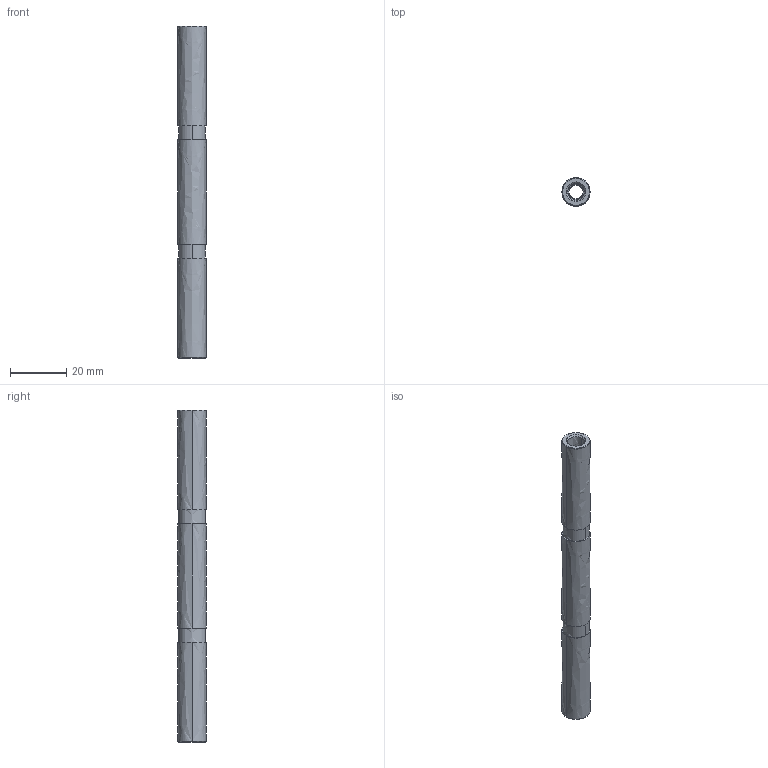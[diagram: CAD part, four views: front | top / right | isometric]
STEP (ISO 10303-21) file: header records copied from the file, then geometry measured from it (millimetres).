
FILE_DESCRIPTION((''),'2;1');
FILE_NAME('100026-A_AXE-BALANCIER','2022-09-21T',('Administrateur'),(''),'PRO/ENGINEER BY PARAMETRIC TECHNOLOGY CORPORATION, 2004090','PRO/ENGINEER BY PARAMETRIC TECHNOLOGY CORPORATION, 2004090','');
FILE_SCHEMA(('CONFIG_CONTROL_DESIGN','SHAPE_APPEARANCE_LAYERS_GROUPS'));
Length unit declared in the file: millimetre
Products named in the file (1): 100026-A_AXE-BALANCIER
Bounding box: 10 x 10 x 118 mm (x, y, z)
Volume: 6467.1 mm3; surface area: 6813.4 mm2
Topology: 1 solids, 3 shells, 40 faces, 86 edges, 54 vertices
Faces by surface type: bspline 40
Entity records: 2366 total; most frequent: CARTESIAN_POINT 1069, COLOUR_RGB 194, ORIENTED_EDGE 164, DIRECTION 142, PRESENTATION_STYLE_ASSIGNMENT 89, STYLED_ITEM 89, CURVE_STYLE 86, EDGE_CURVE 86
